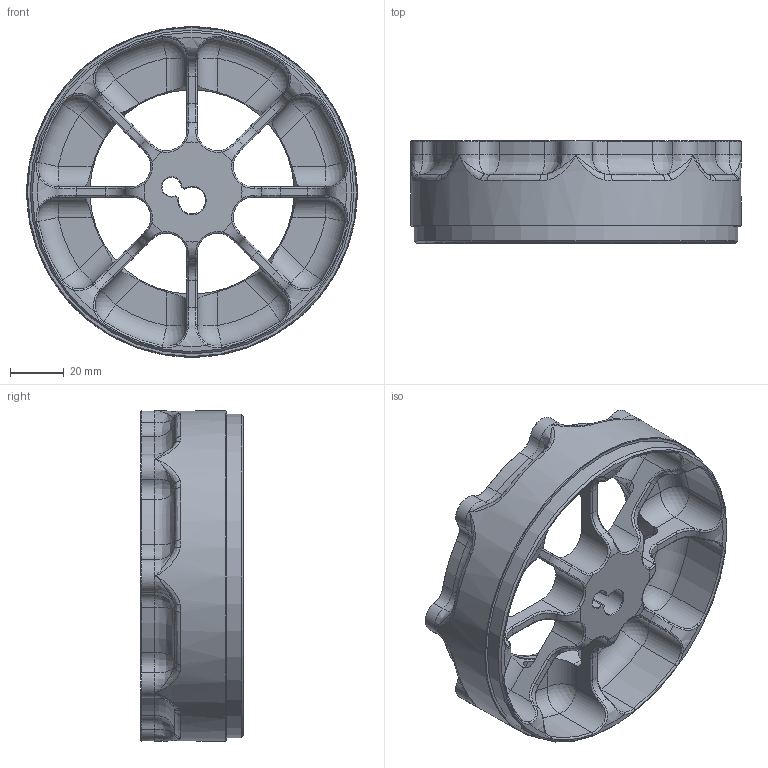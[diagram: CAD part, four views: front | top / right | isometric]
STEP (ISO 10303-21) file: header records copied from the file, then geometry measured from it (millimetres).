
FILE_DESCRIPTION(/* description */ (''),/* implementation_level */ '2;1');
FILE_NAME(/* name */ '20423440-86a0-4505-a909-ca627cb24209.stp',/* time_stamp */ '2019-03-20T01:35:51+00:00',/* author */ (''),/* organization */ (''),/* preprocessor_version */ 'ST-DEVELOPER v17.2',/* originating_system */ 'Autodesk Translation Framework v7.6.0.251',/* authorisation */ '');
FILE_SCHEMA (('AUTOMOTIVE_DESIGN { 1 0 10303 214 3 1 1 }'));
Length unit declared in the file: inch
Products named in the file (1): TITAN-509LM
Bounding box: 123.19 x 38.1 x 123.19 mm (x, y, z)
Volume: 126612.7 mm3; surface area: 50864.2 mm2
Topology: 1 solids, 1 shells, 570 faces, 1381 edges, 786 vertices
Faces by surface type: bspline 256, cylinder 119, cone 68, torus 66, plane 45, sphere 16
Full cylindrical faces by diameter (mm): 3.823 x8, 4.064 x2, 76.2 x1, 120.65 x1, 123.19 x1
Entity records: 31237 total; most frequent: CARTESIAN_POINT 19259, ORIENTED_EDGE 2710, DIRECTION 2173, EDGE_CURVE 1355, AXIS2_PLACEMENT_3D 926, VERTEX_POINT 786, EDGE_LOOP 587, FACE_OUTER_BOUND 570
